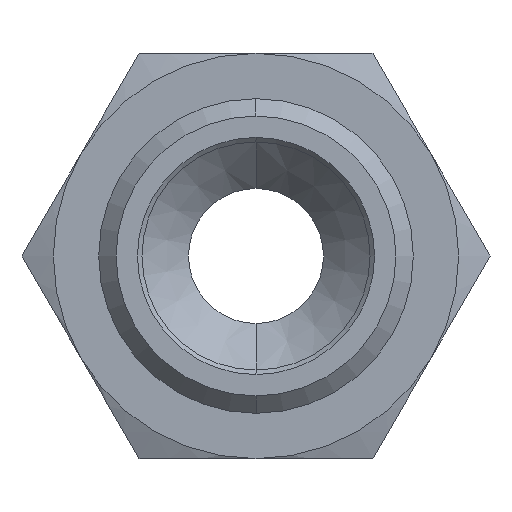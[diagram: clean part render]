
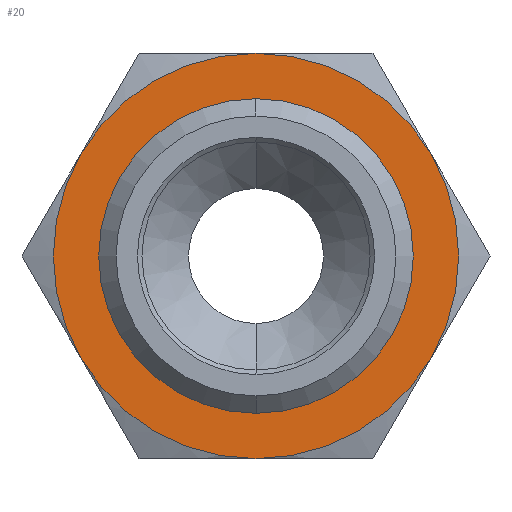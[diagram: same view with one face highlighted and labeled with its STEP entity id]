
A CAD part, left-side view. The second image highlights one B-rep face of the part: STEP entity #20.
In plain terms, the highlighted planar face has unit normal (-1, 0, 0).
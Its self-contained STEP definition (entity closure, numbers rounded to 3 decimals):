
#20 = ADVANCED_FACE ( 'NONE', ( #4165, #10938 ), #4138, .T. ) ;
#55 = CIRCLE ( 'NONE', #7056, 13.5 ) ;
#80 = DIRECTION ( 'NONE',  ( 0., 0., 1. ) ) ;
#87 = EDGE_CURVE ( 'NONE', #4003, #11639, #7627, .T. ) ;
#824 = ORIENTED_EDGE ( 'NONE', *, *, #87, .T. ) ;
#977 = AXIS2_PLACEMENT_3D ( 'NONE', #10278, #7006, #13702 ) ;
#1085 = CIRCLE ( 'NONE', #11964, 13.5 ) ;
#1090 = EDGE_LOOP ( 'NONE', ( #5980, #1301, #12497, #14423, #11050, #14052 ) ) ;
#1301 = ORIENTED_EDGE ( 'NONE', *, *, #10905, .T. ) ;
#1322 = CIRCLE ( 'NONE', #10189, 9.324 ) ;
#1372 = EDGE_CURVE ( 'NONE', #11639, #4003, #1322, .T. ) ;
#1412 = CARTESIAN_POINT ( 'NONE',  ( -38., 0., 0. ) ) ;
#1746 = CARTESIAN_POINT ( 'NONE',  ( -38., 11.691, -6.75 ) ) ;
#2054 = EDGE_CURVE ( 'NONE', #3387, #10434, #5832, .T. ) ;
#2244 = CARTESIAN_POINT ( 'NONE',  ( -38., 0., 0. ) ) ;
#2260 = DIRECTION ( 'NONE',  ( 0., 0., 1. ) ) ;
#2466 = AXIS2_PLACEMENT_3D ( 'NONE', #7050, #10892, #80 ) ;
#2552 = DIRECTION ( 'NONE',  ( 0., 0., 1. ) ) ;
#2694 = CARTESIAN_POINT ( 'NONE',  ( -38., 0., 0. ) ) ;
#2762 = VERTEX_POINT ( 'NONE', #8971 ) ;
#3373 = CARTESIAN_POINT ( 'NONE',  ( -38., 0., 0. ) ) ;
#3387 = VERTEX_POINT ( 'NONE', #12867 ) ;
#3549 = EDGE_CURVE ( 'NONE', #7711, #3387, #7698, .T. ) ;
#3577 = DIRECTION ( 'NONE',  ( -1., 0., 0. ) ) ;
#4003 = VERTEX_POINT ( 'NONE', #6216 ) ;
#4036 = DIRECTION ( 'NONE',  ( -1., 0., 0. ) ) ;
#4055 = DIRECTION ( 'NONE',  ( 0., 0., 1. ) ) ;
#4091 = CARTESIAN_POINT ( 'NONE',  ( -38., 0., 0. ) ) ;
#4138 = PLANE ( 'NONE',  #12849 ) ;
#4165 = FACE_BOUND ( 'NONE', #12106, .T. ) ;
#4458 = CARTESIAN_POINT ( 'NONE',  ( -38., -11.691, 6.75 ) ) ;
#4629 = DIRECTION ( 'NONE',  ( -1., 0., 0. ) ) ;
#5032 = EDGE_CURVE ( 'NONE', #2762, #13976, #1085, .T. ) ;
#5147 = DIRECTION ( 'NONE',  ( 1., 0., 0. ) ) ;
#5832 = CIRCLE ( 'NONE', #2466, 13.5 ) ;
#5980 = ORIENTED_EDGE ( 'NONE', *, *, #12384, .T. ) ;
#6089 = DIRECTION ( 'NONE',  ( 1., 0., 0. ) ) ;
#6216 = CARTESIAN_POINT ( 'NONE',  ( -38., 0., -9.324 ) ) ;
#6629 = AXIS2_PLACEMENT_3D ( 'NONE', #4091, #5147, #10779 ) ;
#7006 = DIRECTION ( 'NONE',  ( -1., 0., 0. ) ) ;
#7050 = CARTESIAN_POINT ( 'NONE',  ( -38., 0., 0. ) ) ;
#7056 = AXIS2_PLACEMENT_3D ( 'NONE', #2694, #9216, #11632 ) ;
#7627 = CIRCLE ( 'NONE', #6629, 9.324 ) ;
#7698 = CIRCLE ( 'NONE', #977, 13.5 ) ;
#7711 = VERTEX_POINT ( 'NONE', #10318 ) ;
#7842 = CIRCLE ( 'NONE', #14058, 13.5 ) ;
#7963 = DIRECTION ( 'NONE',  ( -1., 0., 0. ) ) ;
#8971 = CARTESIAN_POINT ( 'NONE',  ( -38., 11.691, 6.75 ) ) ;
#9216 = DIRECTION ( 'NONE',  ( -1., 0., 0. ) ) ;
#9631 = DIRECTION ( 'NONE',  ( 0., 0., 1. ) ) ;
#9717 = EDGE_CURVE ( 'NONE', #13976, #7711, #55, .T. ) ;
#9886 = CARTESIAN_POINT ( 'NONE',  ( -38., 0., 9.324 ) ) ;
#10015 = CARTESIAN_POINT ( 'NONE',  ( -38., 0., 13.5 ) ) ;
#10189 = AXIS2_PLACEMENT_3D ( 'NONE', #10700, #6089, #4055 ) ;
#10278 = CARTESIAN_POINT ( 'NONE',  ( -38., 0., 0. ) ) ;
#10318 = CARTESIAN_POINT ( 'NONE',  ( -38., 0., -13.5 ) ) ;
#10434 = VERTEX_POINT ( 'NONE', #4458 ) ;
#10500 = VERTEX_POINT ( 'NONE', #10015 ) ;
#10700 = CARTESIAN_POINT ( 'NONE',  ( -38., 0., 0. ) ) ;
#10779 = DIRECTION ( 'NONE',  ( 0., 0., 1. ) ) ;
#10892 = DIRECTION ( 'NONE',  ( -1., 0., 0. ) ) ;
#10905 = EDGE_CURVE ( 'NONE', #10500, #2762, #7842, .T. ) ;
#10938 = FACE_OUTER_BOUND ( 'NONE', #1090, .T. ) ;
#11050 = ORIENTED_EDGE ( 'NONE', *, *, #3549, .T. ) ;
#11632 = DIRECTION ( 'NONE',  ( 0., 0., 1. ) ) ;
#11639 = VERTEX_POINT ( 'NONE', #9886 ) ;
#11961 = CIRCLE ( 'NONE', #12985, 13.5 ) ;
#11964 = AXIS2_PLACEMENT_3D ( 'NONE', #3373, #4629, #2260 ) ;
#12106 = EDGE_LOOP ( 'NONE', ( #12205, #824 ) ) ;
#12205 = ORIENTED_EDGE ( 'NONE', *, *, #1372, .T. ) ;
#12273 = DIRECTION ( 'NONE',  ( 0., 0., 1. ) ) ;
#12384 = EDGE_CURVE ( 'NONE', #10434, #10500, #11961, .T. ) ;
#12497 = ORIENTED_EDGE ( 'NONE', *, *, #5032, .T. ) ;
#12849 = AXIS2_PLACEMENT_3D ( 'NONE', #14072, #4036, #9631 ) ;
#12867 = CARTESIAN_POINT ( 'NONE',  ( -38., -11.691, -6.75 ) ) ;
#12985 = AXIS2_PLACEMENT_3D ( 'NONE', #2244, #7963, #12273 ) ;
#13702 = DIRECTION ( 'NONE',  ( 0., 0., 1. ) ) ;
#13976 = VERTEX_POINT ( 'NONE', #1746 ) ;
#14052 = ORIENTED_EDGE ( 'NONE', *, *, #2054, .T. ) ;
#14058 = AXIS2_PLACEMENT_3D ( 'NONE', #1412, #3577, #2552 ) ;
#14072 = CARTESIAN_POINT ( 'NONE',  ( -38., 20.18, 0. ) ) ;
#14423 = ORIENTED_EDGE ( 'NONE', *, *, #9717, .T. ) ;
